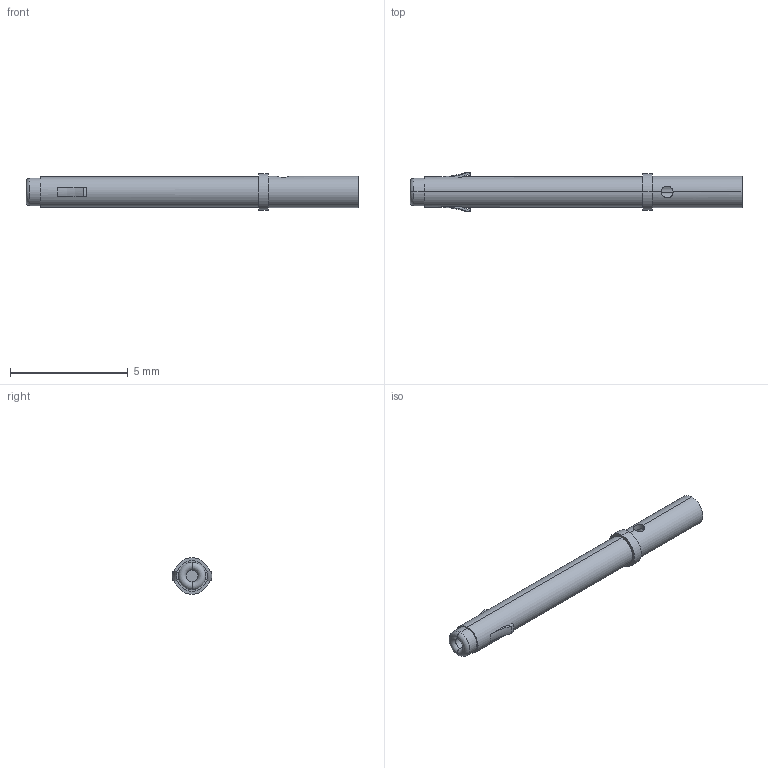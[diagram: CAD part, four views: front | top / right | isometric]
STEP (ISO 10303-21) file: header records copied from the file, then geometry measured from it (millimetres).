
FILE_DESCRIPTION (( 'STEP AP214' ), '1' );
FILE_NAME ('C-ICS45 A1 S2C5.STEP', '2010-04-08T16:28:07', ( 'Authorized User' ), ( '' ), 'SwSTEP 2.0', 'SolidWorks 2010', '' );
FILE_SCHEMA (( 'AUTOMOTIVE_DESIGN' ));
Length unit declared in the file: inch
Products named in the file (1): C-ICS45 A1 S2C5
Bounding box: 14.09 x 1.7 x 1.55 mm (x, y, z)
Volume: 13.2 mm3; surface area: 88.1 mm2
Topology: 1 solids, 1 shells, 42 faces, 96 edges, 59 vertices
Faces by surface type: cylinder 16, cone 10, plane 10, torus 6
Entity records: 1312 total; most frequent: CARTESIAN_POINT 338, DIRECTION 200, ORIENTED_EDGE 188, EDGE_CURVE 94, AXIS2_PLACEMENT_3D 87, VERTEX_POINT 59, EDGE_LOOP 49, CIRCLE 44
